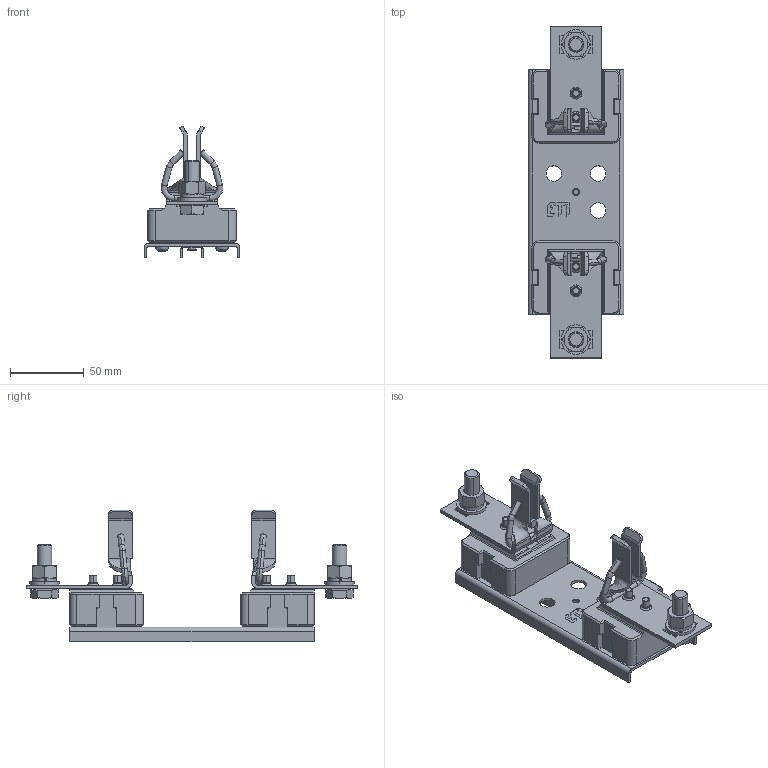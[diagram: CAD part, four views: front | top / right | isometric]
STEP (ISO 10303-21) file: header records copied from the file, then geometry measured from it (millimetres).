
FILE_DESCRIPTION((''),'2;1');
FILE_NAME('0000038655_ASM','2018-05-29T',('matic.bajda'),('Audax d.o.o.'),'CREO PARAMETRIC BY PTC INC, 2016260','CREO PARAMETRIC BY PTC INC, 2016260','');
FILE_SCHEMA(('AUTOMOTIVE_DESIGN { 1 0 10303 214 1 1 1 1 }'));
Length unit declared in the file: millimetre
Products named in the file (14): 0000033906_AF0; 0000032892_AF0; 0000034006_ASM; 0000038658; 0000038453; 0000038666_AF0; 0000038666_AF1; 0000032606; 0000044574; 0000032607; 0000032604; 0000032603; 0000032605; 0000038655_ASM
Assembly tree (25 placements, depth 3):
  0000038655_ASM
    0000034006_ASM
      0000033906_AF0
      0000032892_AF0
    0000038658  x2
    0000038453  x2
    0000038666_AF0
    0000038666_AF1
    0000032606  x4
    0000044574  x4
    0000032607  x2
    0000032604  x2
    0000032603  x2
    0000032605  x2
Bounding box: 65 x 225 x 89.3 mm (x, y, z)
Volume: 192207.1 mm3; surface area: 93693.1 mm2
Topology: 24 solids, 42 shells, 1005 faces, 2430 edges, 1504 vertices
Faces by surface type: plane 479, cylinder 288, cone 144, torus 48, bspline 30, sphere 16
Entity records: 33378 total; most frequent: CARTESIAN_POINT 13762, DIRECTION 2738, ORIENTED_EDGE 2472, PRESENTATION_STYLE_ASSIGNMENT 1269, STYLED_ITEM 1269, CURVE_STYLE 1250, EDGE_CURVE 1250, AXIS2_PLACEMENT_3D 1025
